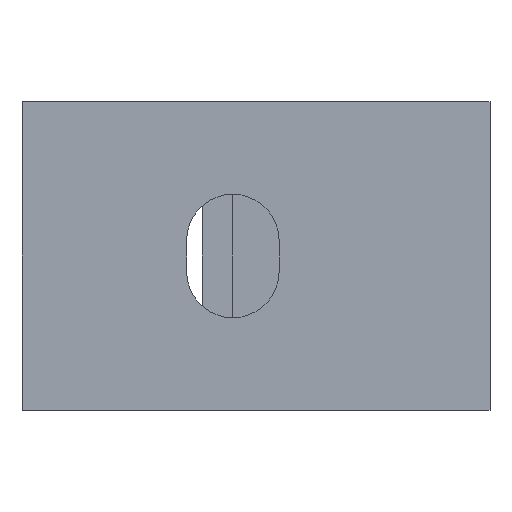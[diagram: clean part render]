
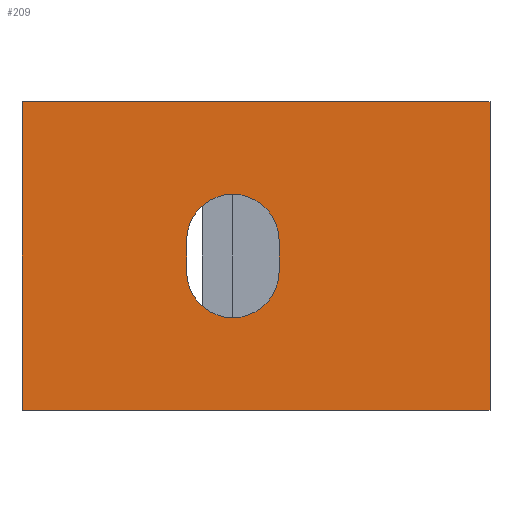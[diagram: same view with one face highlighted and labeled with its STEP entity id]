
A CAD part, front view. The second image highlights one B-rep face of the part: STEP entity #209.
In plain terms, the highlighted planar face has unit normal (0, -1, 0).
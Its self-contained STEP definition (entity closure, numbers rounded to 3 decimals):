
#1 = EDGE_CURVE ( 'NONE', #357, #798, #161, .T. ) ;
#46 = VERTEX_POINT ( 'NONE', #1317 ) ;
#54 = VECTOR ( 'NONE', #1213, 1000. ) ;
#67 = ORIENTED_EDGE ( 'NONE', *, *, #425, .F. ) ;
#70 = CARTESIAN_POINT ( 'NONE',  ( -42.5, -3., 15. ) ) ;
#76 = CARTESIAN_POINT ( 'NONE',  ( -42.5, -3., 15. ) ) ;
#87 = CARTESIAN_POINT ( 'NONE',  ( -42.5, -3., -15. ) ) ;
#108 = ORIENTED_EDGE ( 'NONE', *, *, #1367, .T. ) ;
#126 = AXIS2_PLACEMENT_3D ( 'NONE', #1446, #1433, #899 ) ;
#134 = FACE_BOUND ( 'NONE', #1676, .T. ) ;
#150 = ORIENTED_EDGE ( 'NONE', *, *, #1113, .T. ) ;
#161 = LINE ( 'NONE', #1043, #422 ) ;
#172 = DIRECTION ( 'NONE',  ( 0., 1., 0. ) ) ;
#183 = AXIS2_PLACEMENT_3D ( 'NONE', #944, #172, #978 ) ;
#202 = EDGE_CURVE ( 'NONE', #1363, #1376, #1171, .T. ) ;
#203 = LINE ( 'NONE', #573, #584 ) ;
#209 = ADVANCED_FACE ( 'NONE', ( #134, #1584 ), #671, .F. ) ;
#221 = VERTEX_POINT ( 'NONE', #812 ) ;
#232 = CARTESIAN_POINT ( 'NONE',  ( -26.5, -3., 1.5 ) ) ;
#329 = VERTEX_POINT ( 'NONE', #1502 ) ;
#348 = CARTESIAN_POINT ( 'NONE',  ( -26.5, -3., 15. ) ) ;
#357 = VERTEX_POINT ( 'NONE', #87 ) ;
#422 = VECTOR ( 'NONE', #1716, 1000. ) ;
#425 = EDGE_CURVE ( 'NONE', #221, #1363, #1503, .T. ) ;
#437 = VERTEX_POINT ( 'NONE', #70 ) ;
#493 = EDGE_CURVE ( 'NONE', #437, #357, #1199, .T. ) ;
#538 = EDGE_CURVE ( 'NONE', #437, #221, #203, .T. ) ;
#562 = CARTESIAN_POINT ( 'NONE',  ( -1.5, -3., -15. ) ) ;
#573 = CARTESIAN_POINT ( 'NONE',  ( 0., -3., 15. ) ) ;
#578 = DIRECTION ( 'NONE',  ( 1., 0., 0. ) ) ;
#584 = VECTOR ( 'NONE', #999, 1000. ) ;
#639 = AXIS2_PLACEMENT_3D ( 'NONE', #1057, #675, #1609 ) ;
#671 = PLANE ( 'NONE',  #639 ) ;
#675 = DIRECTION ( 'NONE',  ( 0., 1., 0. ) ) ;
#685 = CARTESIAN_POINT ( 'NONE',  ( 3., -3., 15. ) ) ;
#698 = ORIENTED_EDGE ( 'NONE', *, *, #1124, .T. ) ;
#733 = VECTOR ( 'NONE', #1550, 1000. ) ;
#749 = VECTOR ( 'NONE', #1688, 1000. ) ;
#793 = VECTOR ( 'NONE', #993, 1000. ) ;
#798 = VERTEX_POINT ( 'NONE', #1711 ) ;
#803 = ORIENTED_EDGE ( 'NONE', *, *, #1, .T. ) ;
#808 = ORIENTED_EDGE ( 'NONE', *, *, #202, .F. ) ;
#812 = CARTESIAN_POINT ( 'NONE',  ( -1.5, -3., 15. ) ) ;
#839 = VECTOR ( 'NONE', #578, 1000. ) ;
#898 = LINE ( 'NONE', #562, #733 ) ;
#899 = DIRECTION ( 'NONE',  ( -1., 0., 0. ) ) ;
#944 = CARTESIAN_POINT ( 'NONE',  ( -22., -3., 1.5 ) ) ;
#978 = DIRECTION ( 'NONE',  ( -1., 0., 0. ) ) ;
#993 = DIRECTION ( 'NONE',  ( 0., 0., -1. ) ) ;
#999 = DIRECTION ( 'NONE',  ( 1., 0., 0. ) ) ;
#1043 = CARTESIAN_POINT ( 'NONE',  ( 0., -3., -15. ) ) ;
#1057 = CARTESIAN_POINT ( 'NONE',  ( 0., -3., 15. ) ) ;
#1096 = CARTESIAN_POINT ( 'NONE',  ( 0., -3., 15. ) ) ;
#1113 = EDGE_CURVE ( 'NONE', #1593, #1608, #1645, .T. ) ;
#1124 = EDGE_CURVE ( 'NONE', #329, #46, #1280, .T. ) ;
#1171 = LINE ( 'NONE', #1477, #54 ) ;
#1199 = LINE ( 'NONE', #76, #793 ) ;
#1213 = DIRECTION ( 'NONE',  ( 0., 0., -1. ) ) ;
#1216 = EDGE_CURVE ( 'NONE', #46, #1593, #1434, .T. ) ;
#1234 = EDGE_LOOP ( 'NONE', ( #803, #1514, #808, #67, #1358, #1636 ) ) ;
#1280 = LINE ( 'NONE', #1538, #1369 ) ;
#1317 = CARTESIAN_POINT ( 'NONE',  ( -17.5, -3., -1.5 ) ) ;
#1358 = ORIENTED_EDGE ( 'NONE', *, *, #538, .F. ) ;
#1363 = VERTEX_POINT ( 'NONE', #685 ) ;
#1367 = EDGE_CURVE ( 'NONE', #1608, #329, #1378, .T. ) ;
#1369 = VECTOR ( 'NONE', #1415, 1000. ) ;
#1376 = VERTEX_POINT ( 'NONE', #1393 ) ;
#1378 = CIRCLE ( 'NONE', #183, 4.5 ) ;
#1393 = CARTESIAN_POINT ( 'NONE',  ( 3., -3., -15. ) ) ;
#1415 = DIRECTION ( 'NONE',  ( 0., 0., -1. ) ) ;
#1433 = DIRECTION ( 'NONE',  ( 0., 1., 0. ) ) ;
#1434 = CIRCLE ( 'NONE', #126, 4.5 ) ;
#1446 = CARTESIAN_POINT ( 'NONE',  ( -22., -3., -1.5 ) ) ;
#1464 = EDGE_CURVE ( 'NONE', #798, #1376, #898, .T. ) ;
#1477 = CARTESIAN_POINT ( 'NONE',  ( 3., -3., 15. ) ) ;
#1502 = CARTESIAN_POINT ( 'NONE',  ( -17.5, -3., 1.5 ) ) ;
#1503 = LINE ( 'NONE', #1096, #839 ) ;
#1514 = ORIENTED_EDGE ( 'NONE', *, *, #1464, .T. ) ;
#1538 = CARTESIAN_POINT ( 'NONE',  ( -17.5, -3., 15. ) ) ;
#1543 = CARTESIAN_POINT ( 'NONE',  ( -26.5, -3., -1.5 ) ) ;
#1550 = DIRECTION ( 'NONE',  ( 1., 0., 0. ) ) ;
#1584 = FACE_OUTER_BOUND ( 'NONE', #1234, .T. ) ;
#1593 = VERTEX_POINT ( 'NONE', #1543 ) ;
#1608 = VERTEX_POINT ( 'NONE', #232 ) ;
#1609 = DIRECTION ( 'NONE',  ( -1., 0., 0. ) ) ;
#1636 = ORIENTED_EDGE ( 'NONE', *, *, #493, .T. ) ;
#1645 = LINE ( 'NONE', #348, #749 ) ;
#1676 = EDGE_LOOP ( 'NONE', ( #150, #108, #698, #1715 ) ) ;
#1688 = DIRECTION ( 'NONE',  ( 0., 0., 1. ) ) ;
#1711 = CARTESIAN_POINT ( 'NONE',  ( -1.5, -3., -15. ) ) ;
#1715 = ORIENTED_EDGE ( 'NONE', *, *, #1216, .T. ) ;
#1716 = DIRECTION ( 'NONE',  ( 1., 0., 0. ) ) ;
